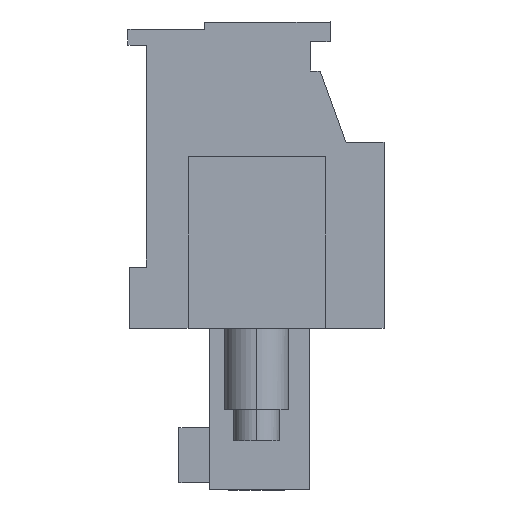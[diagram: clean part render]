
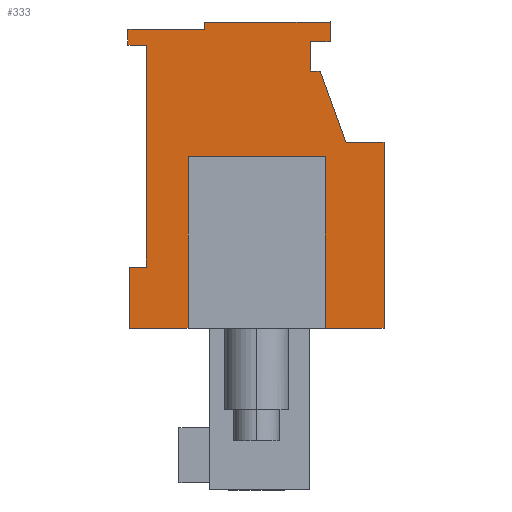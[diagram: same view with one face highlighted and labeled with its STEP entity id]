
A CAD part, left-side view. The second image highlights one B-rep face of the part: STEP entity #333.
In plain terms, the highlighted planar face has unit normal (-1, 0, 0).
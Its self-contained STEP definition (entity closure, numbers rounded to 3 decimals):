
#185=AXIS2_PLACEMENT_3D('Plane Axis2P3D',#182,#183,#184) ;
#42=CARTESIAN_POINT('Vertex',(4.8,3.,18.3)) ;
#45=CARTESIAN_POINT('Line Origine',(4.8,3.,17.7)) ;
#49=CARTESIAN_POINT('Vertex',(4.8,3.,17.1)) ;
#76=CARTESIAN_POINT('Line Origine',(4.8,2.6,18.3)) ;
#80=CARTESIAN_POINT('Vertex',(4.8,2.2,18.3)) ;
#182=CARTESIAN_POINT('Axis2P3D Location',(4.8,5.2,6.6)) ;
#187=CARTESIAN_POINT('Line Origine',(4.8,1.2,6.6)) ;
#191=CARTESIAN_POINT('Vertex',(4.8,0.,6.6)) ;
#193=CARTESIAN_POINT('Vertex',(4.8,2.4,6.6)) ;
#196=CARTESIAN_POINT('Line Origine',(4.8,0.,10.4)) ;
#200=CARTESIAN_POINT('Vertex',(4.8,0.,14.2)) ;
#203=CARTESIAN_POINT('Line Origine',(4.8,0.775,14.2)) ;
#207=CARTESIAN_POINT('Vertex',(4.8,1.55,14.2)) ;
#210=CARTESIAN_POINT('Line Origine',(4.8,2.078,15.65)) ;
#214=CARTESIAN_POINT('Vertex',(4.8,2.606,17.1)) ;
#217=CARTESIAN_POINT('Line Origine',(4.8,2.803,17.1)) ;
#222=CARTESIAN_POINT('Line Origine',(4.8,2.2,18.7)) ;
#226=CARTESIAN_POINT('Vertex',(4.8,2.2,19.1)) ;
#229=CARTESIAN_POINT('Line Origine',(4.8,4.76,19.1)) ;
#233=CARTESIAN_POINT('Vertex',(4.8,7.32,19.1)) ;
#236=CARTESIAN_POINT('Line Origine',(4.8,7.32,18.95)) ;
#240=CARTESIAN_POINT('Vertex',(4.8,7.32,18.8)) ;
#243=CARTESIAN_POINT('Line Origine',(4.8,8.885,18.8)) ;
#247=CARTESIAN_POINT('Vertex',(4.8,10.45,18.8)) ;
#250=CARTESIAN_POINT('Line Origine',(4.8,10.45,18.475)) ;
#254=CARTESIAN_POINT('Vertex',(4.8,10.45,18.15)) ;
#257=CARTESIAN_POINT('Line Origine',(4.8,10.075,18.15)) ;
#261=CARTESIAN_POINT('Vertex',(4.8,9.7,18.15)) ;
#264=CARTESIAN_POINT('Line Origine',(4.8,9.7,13.625)) ;
#268=CARTESIAN_POINT('Vertex',(4.8,9.7,9.1)) ;
#271=CARTESIAN_POINT('Line Origine',(4.8,10.05,9.1)) ;
#275=CARTESIAN_POINT('Vertex',(4.8,10.4,9.1)) ;
#278=CARTESIAN_POINT('Line Origine',(4.8,10.4,7.85)) ;
#282=CARTESIAN_POINT('Vertex',(4.8,10.4,6.6)) ;
#285=CARTESIAN_POINT('Line Origine',(4.8,9.2,6.6)) ;
#289=CARTESIAN_POINT('Vertex',(4.8,8.,6.6)) ;
#292=CARTESIAN_POINT('Line Origine',(4.8,8.,10.1)) ;
#296=CARTESIAN_POINT('Vertex',(4.8,8.,13.6)) ;
#299=CARTESIAN_POINT('Line Origine',(4.8,5.2,13.6)) ;
#303=CARTESIAN_POINT('Vertex',(4.8,2.4,13.6)) ;
#306=CARTESIAN_POINT('Line Origine',(4.8,2.4,10.1)) ;
#46=DIRECTION('Vector Direction',(0.,0.,1.)) ;
#77=DIRECTION('Vector Direction',(0.,1.,0.)) ;
#183=DIRECTION('Axis2P3D Direction',(-1.,0.,0.)) ;
#184=DIRECTION('Axis2P3D XDirection',(0.,-1.,0.)) ;
#188=DIRECTION('Vector Direction',(0.,1.,0.)) ;
#197=DIRECTION('Vector Direction',(0.,0.,-1.)) ;
#204=DIRECTION('Vector Direction',(0.,1.,0.)) ;
#211=DIRECTION('Vector Direction',(0.,0.342,0.94)) ;
#218=DIRECTION('Vector Direction',(0.,1.,0.)) ;
#223=DIRECTION('Vector Direction',(0.,0.,1.)) ;
#230=DIRECTION('Vector Direction',(0.,1.,0.)) ;
#237=DIRECTION('Vector Direction',(0.,0.,1.)) ;
#244=DIRECTION('Vector Direction',(0.,1.,0.)) ;
#251=DIRECTION('Vector Direction',(0.,0.,-1.)) ;
#258=DIRECTION('Vector Direction',(0.,-1.,0.)) ;
#265=DIRECTION('Vector Direction',(0.,0.,-1.)) ;
#272=DIRECTION('Vector Direction',(0.,-1.,0.)) ;
#279=DIRECTION('Vector Direction',(0.,0.,1.)) ;
#286=DIRECTION('Vector Direction',(0.,1.,0.)) ;
#293=DIRECTION('Vector Direction',(0.,0.,-1.)) ;
#300=DIRECTION('Vector Direction',(0.,-1.,0.)) ;
#307=DIRECTION('Vector Direction',(0.,0.,-1.)) ;
#47=VECTOR('Line Direction',#46,1.) ;
#78=VECTOR('Line Direction',#77,1.) ;
#189=VECTOR('Line Direction',#188,1.) ;
#198=VECTOR('Line Direction',#197,1.) ;
#205=VECTOR('Line Direction',#204,1.) ;
#212=VECTOR('Line Direction',#211,1.) ;
#219=VECTOR('Line Direction',#218,1.) ;
#224=VECTOR('Line Direction',#223,1.) ;
#231=VECTOR('Line Direction',#230,1.) ;
#238=VECTOR('Line Direction',#237,1.) ;
#245=VECTOR('Line Direction',#244,1.) ;
#252=VECTOR('Line Direction',#251,1.) ;
#259=VECTOR('Line Direction',#258,1.) ;
#266=VECTOR('Line Direction',#265,1.) ;
#273=VECTOR('Line Direction',#272,1.) ;
#280=VECTOR('Line Direction',#279,1.) ;
#287=VECTOR('Line Direction',#286,1.) ;
#294=VECTOR('Line Direction',#293,1.) ;
#301=VECTOR('Line Direction',#300,1.) ;
#308=VECTOR('Line Direction',#307,1.) ;
#312=ORIENTED_EDGE('',*,*,#195,.F.) ;
#313=ORIENTED_EDGE('',*,*,#202,.F.) ;
#314=ORIENTED_EDGE('',*,*,#209,.T.) ;
#315=ORIENTED_EDGE('',*,*,#216,.T.) ;
#316=ORIENTED_EDGE('',*,*,#221,.T.) ;
#317=ORIENTED_EDGE('',*,*,#51,.T.) ;
#318=ORIENTED_EDGE('',*,*,#82,.F.) ;
#319=ORIENTED_EDGE('',*,*,#228,.T.) ;
#320=ORIENTED_EDGE('',*,*,#235,.T.) ;
#321=ORIENTED_EDGE('',*,*,#242,.F.) ;
#322=ORIENTED_EDGE('',*,*,#249,.T.) ;
#323=ORIENTED_EDGE('',*,*,#256,.T.) ;
#324=ORIENTED_EDGE('',*,*,#263,.T.) ;
#325=ORIENTED_EDGE('',*,*,#270,.T.) ;
#326=ORIENTED_EDGE('',*,*,#277,.F.) ;
#327=ORIENTED_EDGE('',*,*,#284,.F.) ;
#328=ORIENTED_EDGE('',*,*,#291,.F.) ;
#329=ORIENTED_EDGE('',*,*,#298,.F.) ;
#330=ORIENTED_EDGE('',*,*,#305,.T.) ;
#331=ORIENTED_EDGE('',*,*,#310,.T.) ;
#333=ADVANCED_FACE('HOUSING',(#332),#186,.T.) ;
#51=EDGE_CURVE('',#50,#43,#48,.T.) ;
#82=EDGE_CURVE('',#81,#43,#79,.T.) ;
#195=EDGE_CURVE('',#192,#194,#190,.T.) ;
#202=EDGE_CURVE('',#201,#192,#199,.T.) ;
#209=EDGE_CURVE('',#201,#208,#206,.T.) ;
#216=EDGE_CURVE('',#208,#215,#213,.T.) ;
#221=EDGE_CURVE('',#215,#50,#220,.T.) ;
#228=EDGE_CURVE('',#81,#227,#225,.T.) ;
#235=EDGE_CURVE('',#227,#234,#232,.T.) ;
#242=EDGE_CURVE('',#241,#234,#239,.T.) ;
#249=EDGE_CURVE('',#241,#248,#246,.T.) ;
#256=EDGE_CURVE('',#248,#255,#253,.T.) ;
#263=EDGE_CURVE('',#255,#262,#260,.T.) ;
#270=EDGE_CURVE('',#262,#269,#267,.T.) ;
#277=EDGE_CURVE('',#276,#269,#274,.T.) ;
#284=EDGE_CURVE('',#283,#276,#281,.T.) ;
#291=EDGE_CURVE('',#290,#283,#288,.T.) ;
#298=EDGE_CURVE('',#297,#290,#295,.T.) ;
#305=EDGE_CURVE('',#297,#304,#302,.T.) ;
#310=EDGE_CURVE('',#304,#194,#309,.T.) ;
#311=EDGE_LOOP('',(#312,#313,#314,#315,#316,#317,#318,#319,#320,#321,#322,#323,#324,#325,#326,#327,#328,#329,#330,#331)) ;
#332=FACE_OUTER_BOUND('',#311,.T.) ;
#48=LINE('Line',#45,#47) ;
#79=LINE('Line',#76,#78) ;
#190=LINE('Line',#187,#189) ;
#199=LINE('Line',#196,#198) ;
#206=LINE('Line',#203,#205) ;
#213=LINE('Line',#210,#212) ;
#220=LINE('Line',#217,#219) ;
#225=LINE('Line',#222,#224) ;
#232=LINE('Line',#229,#231) ;
#239=LINE('Line',#236,#238) ;
#246=LINE('Line',#243,#245) ;
#253=LINE('Line',#250,#252) ;
#260=LINE('Line',#257,#259) ;
#267=LINE('Line',#264,#266) ;
#274=LINE('Line',#271,#273) ;
#281=LINE('Line',#278,#280) ;
#288=LINE('Line',#285,#287) ;
#295=LINE('Line',#292,#294) ;
#302=LINE('Line',#299,#301) ;
#309=LINE('Line',#306,#308) ;
#186=PLANE('',#185) ;
#43=VERTEX_POINT('',#42) ;
#50=VERTEX_POINT('',#49) ;
#81=VERTEX_POINT('',#80) ;
#192=VERTEX_POINT('',#191) ;
#194=VERTEX_POINT('',#193) ;
#201=VERTEX_POINT('',#200) ;
#208=VERTEX_POINT('',#207) ;
#215=VERTEX_POINT('',#214) ;
#227=VERTEX_POINT('',#226) ;
#234=VERTEX_POINT('',#233) ;
#241=VERTEX_POINT('',#240) ;
#248=VERTEX_POINT('',#247) ;
#255=VERTEX_POINT('',#254) ;
#262=VERTEX_POINT('',#261) ;
#269=VERTEX_POINT('',#268) ;
#276=VERTEX_POINT('',#275) ;
#283=VERTEX_POINT('',#282) ;
#290=VERTEX_POINT('',#289) ;
#297=VERTEX_POINT('',#296) ;
#304=VERTEX_POINT('',#303) ;
